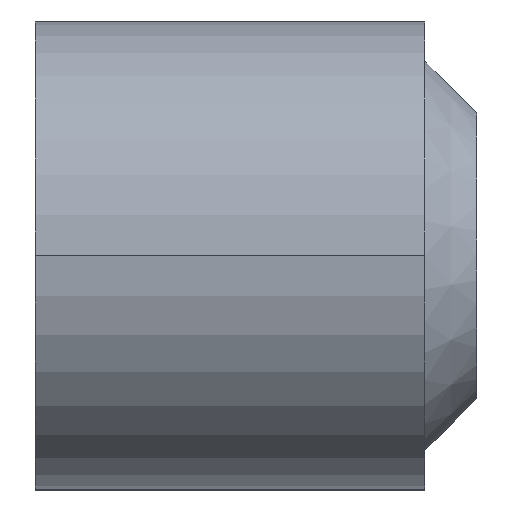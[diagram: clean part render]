
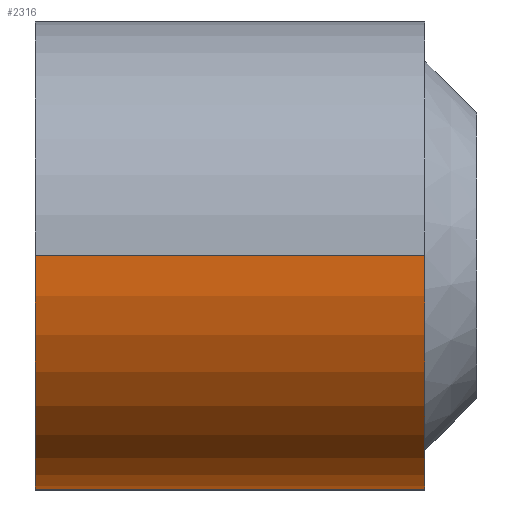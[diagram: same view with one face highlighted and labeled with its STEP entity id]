
A CAD part, top view. The second image highlights one B-rep face of the part: STEP entity #2316.
In plain terms, the highlighted cylindrical face has radius 45 mm (diameter 90 mm), a partial arc.
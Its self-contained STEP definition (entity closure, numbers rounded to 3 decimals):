
#29 = DIRECTION ( 'NONE',  ( 1., 0., 0. ) ) ;
#142 = FACE_OUTER_BOUND ( 'NONE', #1240, .T. ) ;
#289 = EDGE_CURVE ( 'NONE', #1857, #1819, #1493, .T. ) ;
#350 = ORIENTED_EDGE ( 'NONE', *, *, #2131, .F. ) ;
#399 = EDGE_CURVE ( 'NONE', #1857, #1037, #1587, .T. ) ;
#405 = CARTESIAN_POINT ( 'NONE',  ( 37.5, -45., 5. ) ) ;
#414 = ORIENTED_EDGE ( 'NONE', *, *, #289, .T. ) ;
#557 = CYLINDRICAL_SURFACE ( 'NONE', #1704, 45. ) ;
#613 = CARTESIAN_POINT ( 'NONE',  ( -37.5, -45., 5. ) ) ;
#645 = AXIS2_PLACEMENT_3D ( 'NONE', #1739, #29, #799 ) ;
#689 = CARTESIAN_POINT ( 'NONE',  ( -37.5, 0., 50. ) ) ;
#799 = DIRECTION ( 'NONE',  ( 0., -1., 0. ) ) ;
#841 = CIRCLE ( 'NONE', #1629, 45. ) ;
#988 = LINE ( 'NONE', #613, #1319 ) ;
#1023 = ORIENTED_EDGE ( 'NONE', *, *, #1995, .F. ) ;
#1037 = VERTEX_POINT ( 'NONE', #405 ) ;
#1112 = VECTOR ( 'NONE', #2250, 1000. ) ;
#1127 = DIRECTION ( 'NONE',  ( -1., 0., 0. ) ) ;
#1131 = CARTESIAN_POINT ( 'NONE',  ( -37.5, 0., 50. ) ) ;
#1240 = EDGE_LOOP ( 'NONE', ( #1380, #414, #350, #1023 ) ) ;
#1243 = DIRECTION ( 'NONE',  ( 0., 1., 0. ) ) ;
#1319 = VECTOR ( 'NONE', #2324, 1000. ) ;
#1329 = DIRECTION ( 'NONE',  ( 0., 0., 1. ) ) ;
#1380 = ORIENTED_EDGE ( 'NONE', *, *, #399, .F. ) ;
#1424 = DIRECTION ( 'NONE',  ( -1., 0., 0. ) ) ;
#1493 = LINE ( 'NONE', #1131, #1112 ) ;
#1587 = CIRCLE ( 'NONE', #645, 45. ) ;
#1629 = AXIS2_PLACEMENT_3D ( 'NONE', #2360, #1424, #1243 ) ;
#1704 = AXIS2_PLACEMENT_3D ( 'NONE', #1877, #1127, #1329 ) ;
#1714 = CARTESIAN_POINT ( 'NONE',  ( 37.5, 0., 50. ) ) ;
#1739 = CARTESIAN_POINT ( 'NONE',  ( 37.5, 0., 5. ) ) ;
#1819 = VERTEX_POINT ( 'NONE', #689 ) ;
#1857 = VERTEX_POINT ( 'NONE', #1714 ) ;
#1877 = CARTESIAN_POINT ( 'NONE',  ( -37.5, 0., 5. ) ) ;
#1965 = CARTESIAN_POINT ( 'NONE',  ( -37.5, -45., 5. ) ) ;
#1995 = EDGE_CURVE ( 'NONE', #1037, #2095, #988, .T. ) ;
#2095 = VERTEX_POINT ( 'NONE', #1965 ) ;
#2131 = EDGE_CURVE ( 'NONE', #2095, #1819, #841, .T. ) ;
#2250 = DIRECTION ( 'NONE',  ( -1., 0., 0. ) ) ;
#2316 = ADVANCED_FACE ( 'NONE', ( #142 ), #557, .T. ) ;
#2324 = DIRECTION ( 'NONE',  ( -1., 0., 0. ) ) ;
#2360 = CARTESIAN_POINT ( 'NONE',  ( -37.5, 0., 5. ) ) ;
